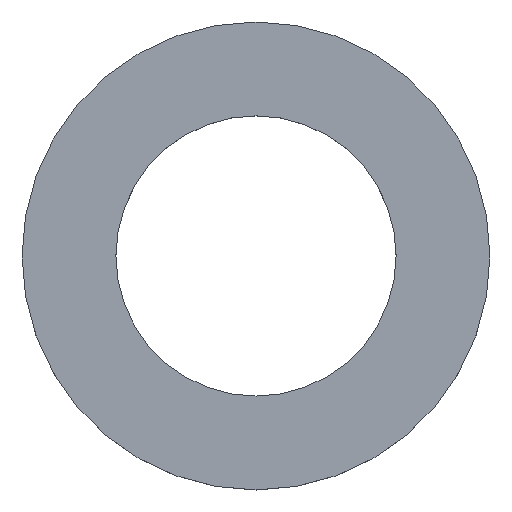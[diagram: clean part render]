
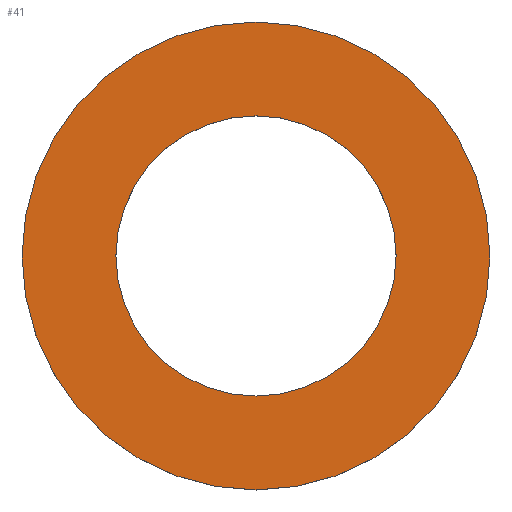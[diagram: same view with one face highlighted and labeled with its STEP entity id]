
A CAD part, top view. The second image highlights one B-rep face of the part: STEP entity #41.
In plain terms, the highlighted planar face has unit normal (0, 0, 1).
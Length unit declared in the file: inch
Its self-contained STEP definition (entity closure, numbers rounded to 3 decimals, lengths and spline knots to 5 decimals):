
#18 = FACE_BOUND ( 'NONE', #244, .T. ) ;
#37 = VERTEX_POINT ( 'NONE', #149 ) ;
#41 = ADVANCED_FACE ( 'NONE', ( #18, #213 ), #230, .T. ) ;
#43 = DIRECTION ( 'NONE',  ( 0., 0., 1. ) ) ;
#44 = AXIS2_PLACEMENT_3D ( 'NONE', #171, #76, #152 ) ;
#50 = EDGE_LOOP ( 'NONE', ( #189, #132 ) ) ;
#53 = CARTESIAN_POINT ( 'NONE',  ( -0.84502, -0.84502, 0.13 ) ) ;
#58 = DIRECTION ( 'NONE',  ( -1., 0., 0. ) ) ;
#61 = AXIS2_PLACEMENT_3D ( 'NONE', #115, #77, #58 ) ;
#62 = CARTESIAN_POINT ( 'NONE',  ( 0.5, 0., 0.13 ) ) ;
#64 = CIRCLE ( 'NONE', #114, 0.5 ) ;
#76 = DIRECTION ( 'NONE',  ( 0., 0., 1. ) ) ;
#77 = DIRECTION ( 'NONE',  ( 0., 0., 1. ) ) ;
#79 = CARTESIAN_POINT ( 'NONE',  ( 0., 0., 0.13 ) ) ;
#82 = EDGE_CURVE ( 'NONE', #91, #246, #64, .T. ) ;
#91 = VERTEX_POINT ( 'NONE', #117 ) ;
#93 = AXIS2_PLACEMENT_3D ( 'NONE', #79, #43, #96 ) ;
#96 = DIRECTION ( 'NONE',  ( -1., 0., 0. ) ) ;
#110 = DIRECTION ( 'NONE',  ( 0., 0., 1. ) ) ;
#112 = EDGE_CURVE ( 'NONE', #37, #211, #180, .T. ) ;
#114 = AXIS2_PLACEMENT_3D ( 'NONE', #151, #125, #206 ) ;
#115 = CARTESIAN_POINT ( 'NONE',  ( 0., 0., 0.13 ) ) ;
#117 = CARTESIAN_POINT ( 'NONE',  ( -0.5, 0., 0.13 ) ) ;
#125 = DIRECTION ( 'NONE',  ( 0., 0., 1. ) ) ;
#131 = EDGE_CURVE ( 'NONE', #211, #37, #207, .T. ) ;
#132 = ORIENTED_EDGE ( 'NONE', *, *, #112, .T. ) ;
#142 = CIRCLE ( 'NONE', #61, 0.5 ) ;
#149 = CARTESIAN_POINT ( 'NONE',  ( 0.835, 0., 0.13 ) ) ;
#151 = CARTESIAN_POINT ( 'NONE',  ( 0., 0., 0.13 ) ) ;
#152 = DIRECTION ( 'NONE',  ( -1., 0., 0. ) ) ;
#154 = EDGE_CURVE ( 'NONE', #246, #91, #142, .T. ) ;
#170 = DIRECTION ( 'NONE',  ( 1., 0., 0. ) ) ;
#171 = CARTESIAN_POINT ( 'NONE',  ( 0., 0., 0.13 ) ) ;
#175 = CARTESIAN_POINT ( 'NONE',  ( -0.835, 0., 0.13 ) ) ;
#176 = AXIS2_PLACEMENT_3D ( 'NONE', #53, #110, #170 ) ;
#180 = CIRCLE ( 'NONE', #44, 0.835 ) ;
#189 = ORIENTED_EDGE ( 'NONE', *, *, #131, .T. ) ;
#190 = ORIENTED_EDGE ( 'NONE', *, *, #82, .F. ) ;
#193 = ORIENTED_EDGE ( 'NONE', *, *, #154, .F. ) ;
#206 = DIRECTION ( 'NONE',  ( -1., 0., 0. ) ) ;
#207 = CIRCLE ( 'NONE', #93, 0.835 ) ;
#211 = VERTEX_POINT ( 'NONE', #175 ) ;
#213 = FACE_OUTER_BOUND ( 'NONE', #50, .T. ) ;
#230 = PLANE ( 'NONE',  #176 ) ;
#244 = EDGE_LOOP ( 'NONE', ( #190, #193 ) ) ;
#246 = VERTEX_POINT ( 'NONE', #62 ) ;
